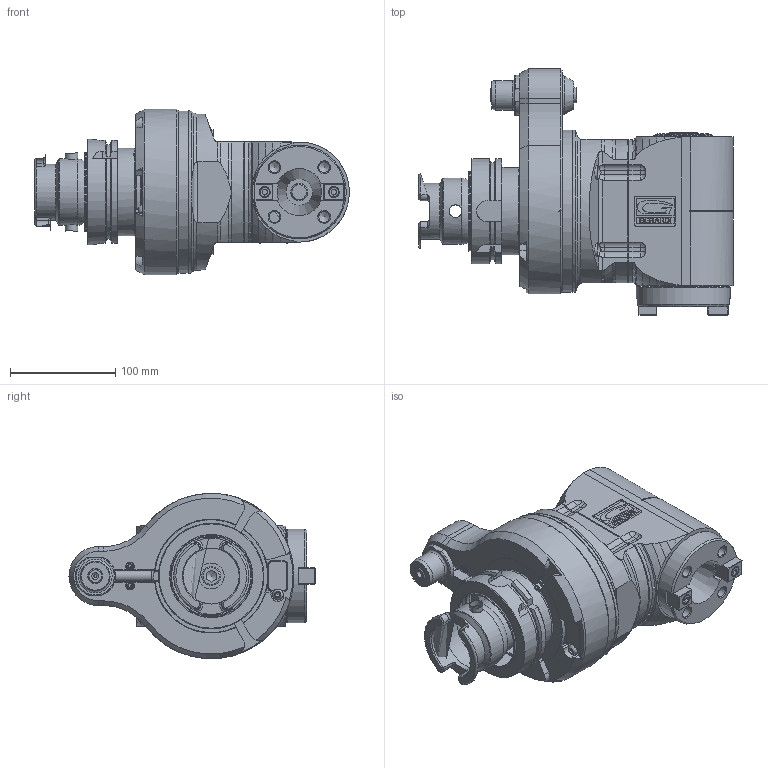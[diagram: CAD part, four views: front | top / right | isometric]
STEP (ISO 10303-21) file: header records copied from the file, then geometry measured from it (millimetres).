
FILE_DESCRIPTION(/* description */ (''),/* implementation_level */ '2;1');
FILE_NAME(/* name */ '9.F90.S4000-7H100.stp',/* time_stamp */ '2024-10-01T14:36:08-04:00',/* author */ ('jkrenzer'),/* organization */ (''),/* preprocessor_version */ 'ST-DEVELOPER v18.1',/* originating_system */ 'Autodesk Inventor 2022',/* authorisation */ '');
FILE_SCHEMA (('AUTOMOTIVE_DESIGN { 1 0 10303 214 3 1 1 }'));
Products named in the file (6): 9.F90.S4000-7H100; 9_GA3_511_2   (Type 3, H100A, 110mm); 9FL3ATC; 9F28T300; 9HSK1003ATC; 9_F90_S4000
Assembly tree (5 placements, depth 3):
  9.F90.S4000-7H100
    9_GA3_511_2   (Type 3, H100A, 110mm)
      9FL3ATC
      9F28T300
      9HSK1003ATC
    9_F90_S4000
Bounding box: 298.5 x 233.5 x 156.86 mm (x, y, z)
Volume: 3264795.6 mm3; surface area: 357926.4 mm2
Topology: 7 solids, 7 shells, 937 faces, 2607 edges, 1722 vertices
Faces by surface type: plane 416, cylinder 246, cone 205, torus 43, sphere 20, bspline 7
Full cylindrical faces by diameter (mm): 2.5 x3, 3.2 x6, 4.2 x3, 5 x3, 5.3 x2, 6 x2, 6.5 x3, 6.75 x4, 8 x6, 8.5 x4, 10 x4, 10.25 x4, 10.5 x21, 12 x4, 12.5 x2, 13 x4, 13.4 x2, 13.5 x4, 14 x3, 14.5 x1, 16 x1, 16.5 x1, 17 x1, 18 x1, 23 x1, 23.5 x1, 24.5 x1, 25.3 x1, 28 x2, 30.6 x1
Entity records: 43993 total; most frequent: CARTESIAN_POINT 20207, ORIENTED_EDGE 5084, DIRECTION 4821, EDGE_CURVE 2542, AXIS2_PLACEMENT_3D 1757, VERTEX_POINT 1722, LINE 1307, VECTOR 1307
